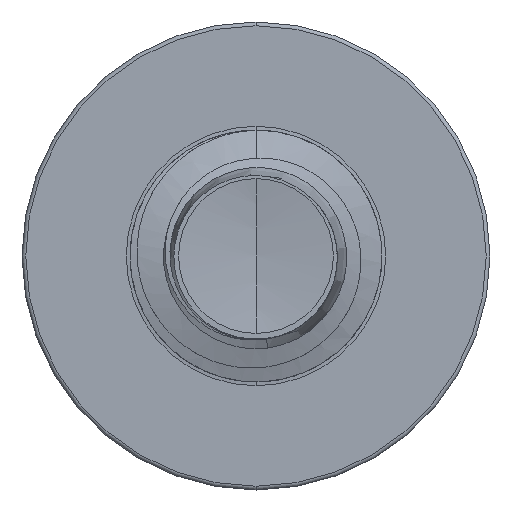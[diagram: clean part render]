
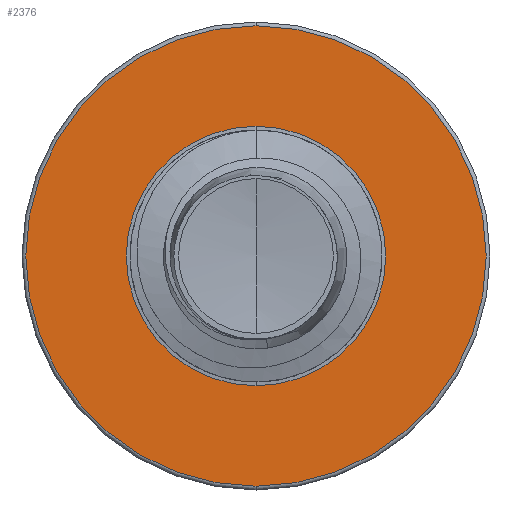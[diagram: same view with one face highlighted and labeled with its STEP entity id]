
A CAD part, front view. The second image highlights one B-rep face of the part: STEP entity #2376.
In plain terms, the highlighted planar face has unit normal (0, -1, 0).
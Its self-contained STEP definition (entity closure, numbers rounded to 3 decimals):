
#887 = DIRECTION ( 'NONE',  ( 0., 1., 0. ) ) ;
#1525 = ORIENTED_EDGE ( 'NONE', *, *, #9462, .F. ) ;
#2070 = DIRECTION ( 'NONE',  ( 0., 1., 0. ) ) ;
#2354 = AXIS2_PLACEMENT_3D ( 'NONE', #4808, #11135, #5951 ) ;
#2376 = ADVANCED_FACE ( 'NONE', ( #12729, #8735 ), #9571, .F. ) ;
#2542 = ORIENTED_EDGE ( 'NONE', *, *, #11149, .F. ) ;
#2765 = AXIS2_PLACEMENT_3D ( 'NONE', #7486, #887, #8417 ) ;
#3555 = CARTESIAN_POINT ( 'NONE',  ( 0., 2.25, 0.721 ) ) ;
#4233 = ORIENTED_EDGE ( 'NONE', *, *, #11134, .T. ) ;
#4273 = VERTEX_POINT ( 'NONE', #7801 ) ;
#4386 = CARTESIAN_POINT ( 'NONE',  ( 0., 2.25, 0. ) ) ;
#4701 = CIRCLE ( 'NONE', #2765, 0.721 ) ;
#4808 = CARTESIAN_POINT ( 'NONE',  ( 0., 2.25, 0. ) ) ;
#5072 = ORIENTED_EDGE ( 'NONE', *, *, #9606, .T. ) ;
#5531 = DIRECTION ( 'NONE',  ( 0., 0., 1. ) ) ;
#5663 = CARTESIAN_POINT ( 'NONE',  ( 0., 2.25, 1.279 ) ) ;
#5800 = EDGE_LOOP ( 'NONE', ( #4233, #5072 ) ) ;
#5951 = DIRECTION ( 'NONE',  ( 0., 0., 1. ) ) ;
#6328 = AXIS2_PLACEMENT_3D ( 'NONE', #8396, #2070, #9236 ) ;
#6457 = VERTEX_POINT ( 'NONE', #3555 ) ;
#6481 = VERTEX_POINT ( 'NONE', #12913 ) ;
#7077 = CARTESIAN_POINT ( 'NONE',  ( 0., 2.25, -0.721 ) ) ;
#7370 = AXIS2_PLACEMENT_3D ( 'NONE', #4386, #10833, #5531 ) ;
#7486 = CARTESIAN_POINT ( 'NONE',  ( 0., 2.25, 0. ) ) ;
#7801 = CARTESIAN_POINT ( 'NONE',  ( 0., 2.25, -1.279 ) ) ;
#7806 = DIRECTION ( 'NONE',  ( 0., 1., 0. ) ) ;
#7847 = CIRCLE ( 'NONE', #7370, 1.279 ) ;
#8396 = CARTESIAN_POINT ( 'NONE',  ( 0., 2.25, 0. ) ) ;
#8417 = DIRECTION ( 'NONE',  ( 0., 0., 1. ) ) ;
#8735 = FACE_BOUND ( 'NONE', #5800, .T. ) ;
#8859 = AXIS2_PLACEMENT_3D ( 'NONE', #7077, #7806, #10353 ) ;
#9236 = DIRECTION ( 'NONE',  ( 0., 0., 1. ) ) ;
#9399 = VERTEX_POINT ( 'NONE', #5663 ) ;
#9462 = EDGE_CURVE ( 'NONE', #9399, #4273, #12541, .T. ) ;
#9571 = PLANE ( 'NONE',  #8859 ) ;
#9606 = EDGE_CURVE ( 'NONE', #6481, #6457, #4701, .T. ) ;
#9861 = CIRCLE ( 'NONE', #6328, 0.721 ) ;
#10353 = DIRECTION ( 'NONE',  ( 0., 0., 1. ) ) ;
#10833 = DIRECTION ( 'NONE',  ( 0., 1., 0. ) ) ;
#11134 = EDGE_CURVE ( 'NONE', #6457, #6481, #9861, .T. ) ;
#11135 = DIRECTION ( 'NONE',  ( 0., 1., 0. ) ) ;
#11149 = EDGE_CURVE ( 'NONE', #4273, #9399, #7847, .T. ) ;
#11659 = EDGE_LOOP ( 'NONE', ( #1525, #2542 ) ) ;
#12541 = CIRCLE ( 'NONE', #2354, 1.279 ) ;
#12729 = FACE_OUTER_BOUND ( 'NONE', #11659, .T. ) ;
#12913 = CARTESIAN_POINT ( 'NONE',  ( 0., 2.25, -0.721 ) ) ;
